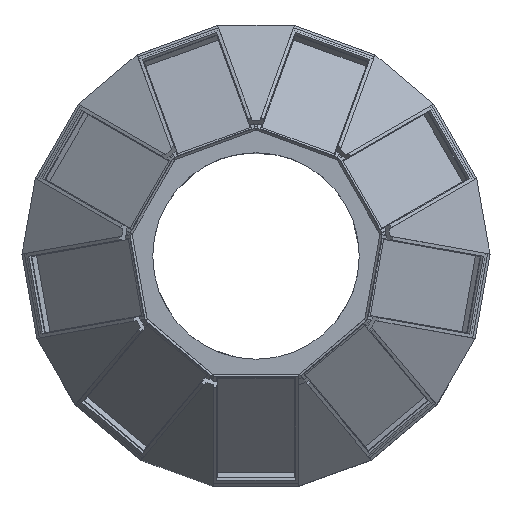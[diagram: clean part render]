
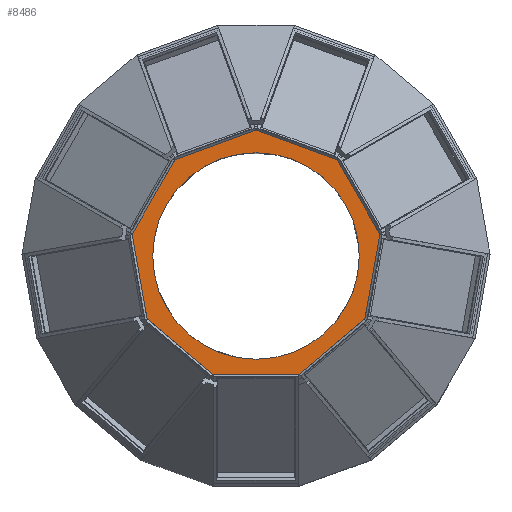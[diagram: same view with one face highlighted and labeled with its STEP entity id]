
A CAD part, top view. The second image highlights one B-rep face of the part: STEP entity #8486.
In plain terms, the highlighted planar face has unit normal (0, 0, 1).
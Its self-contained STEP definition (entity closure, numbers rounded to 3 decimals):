
#291=FACE_BOUND('',#1011,.T.);
#306=CIRCLE('',#8989,30.729);
#551=FACE_OUTER_BOUND('',#1010,.T.);
#1010=EDGE_LOOP('',(#6605,#6606,#6607,#6608,#6609,#6610,#6611,#6612,#6613));
#1011=EDGE_LOOP('',(#6614));
#1358=LINE('',#11439,#2397);
#1365=LINE('',#11453,#2404);
#1372=LINE('',#11467,#2411);
#1380=LINE('',#11488,#2419);
#1967=LINE('',#13234,#3006);
#1968=LINE('',#13235,#3007);
#1969=LINE('',#13237,#3008);
#1970=LINE('',#13239,#3009);
#1971=LINE('',#13240,#3010);
#2397=VECTOR('',#9456,10.);
#2404=VECTOR('',#9465,10.);
#2411=VECTOR('',#9474,10.);
#2419=VECTOR('',#9484,10.);
#3006=VECTOR('',#10347,10.);
#3007=VECTOR('',#10348,10.);
#3008=VECTOR('',#10349,10.);
#3009=VECTOR('',#10350,10.);
#3010=VECTOR('',#10351,10.);
#3436=VERTEX_POINT('',#11425);
#3442=VERTEX_POINT('',#11437);
#3444=VERTEX_POINT('',#11442);
#3450=VERTEX_POINT('',#11456);
#3456=VERTEX_POINT('',#11470);
#3926=VERTEX_POINT('',#13232);
#3927=VERTEX_POINT('',#13233);
#3928=VERTEX_POINT('',#13236);
#3929=VERTEX_POINT('',#13238);
#3930=VERTEX_POINT('',#13241);
#4288=EDGE_CURVE('',#3436,#3442,#1358,.T.);
#4295=EDGE_CURVE('',#3444,#3436,#1365,.T.);
#4302=EDGE_CURVE('',#3450,#3444,#1372,.T.);
#4311=EDGE_CURVE('',#3456,#3450,#1380,.T.);
#4959=EDGE_CURVE('',#3926,#3927,#1967,.T.);
#4960=EDGE_CURVE('',#3927,#3456,#1968,.T.);
#4961=EDGE_CURVE('',#3442,#3928,#1969,.T.);
#4962=EDGE_CURVE('',#3928,#3929,#1970,.T.);
#4963=EDGE_CURVE('',#3929,#3926,#1971,.T.);
#4964=EDGE_CURVE('',#3930,#3930,#306,.T.);
#6605=ORIENTED_EDGE('',*,*,#4959,.T.);
#6606=ORIENTED_EDGE('',*,*,#4960,.T.);
#6607=ORIENTED_EDGE('',*,*,#4311,.T.);
#6608=ORIENTED_EDGE('',*,*,#4302,.T.);
#6609=ORIENTED_EDGE('',*,*,#4295,.T.);
#6610=ORIENTED_EDGE('',*,*,#4288,.T.);
#6611=ORIENTED_EDGE('',*,*,#4961,.T.);
#6612=ORIENTED_EDGE('',*,*,#4962,.T.);
#6613=ORIENTED_EDGE('',*,*,#4963,.T.);
#6614=ORIENTED_EDGE('',*,*,#4964,.T.);
#8091=PLANE('',#8988);
#8486=ADVANCED_FACE('',(#551,#291),#8091,.T.);
#8988=AXIS2_PLACEMENT_3D('',#13231,#10345,#10346);
#8989=AXIS2_PLACEMENT_3D('',#13242,#10352,#10353);
#9456=DIRECTION('',(0.174,0.985,0.));
#9465=DIRECTION('',(0.766,0.643,0.));
#9474=DIRECTION('',(1.,0.,0.));
#9484=DIRECTION('',(0.766,-0.643,0.));
#10345=DIRECTION('center_axis',(0.,0.,1.));
#10346=DIRECTION('ref_axis',(-1.,0.,0.));
#10347=DIRECTION('',(-0.5,-0.866,0.));
#10348=DIRECTION('',(0.174,-0.985,0.));
#10349=DIRECTION('',(-0.5,0.866,0.));
#10350=DIRECTION('',(-0.94,0.342,0.));
#10351=DIRECTION('',(-0.94,-0.342,0.));
#10352=DIRECTION('center_axis',(0.,0.,-1.));
#10353=DIRECTION('ref_axis',(-1.,0.,0.));
#11425=CARTESIAN_POINT('',(32.421,-18.722,195.3));
#11437=CARTESIAN_POINT('',(36.87,6.498,195.3));
#11439=CARTESIAN_POINT('',(32.421,-18.722,195.3));
#11442=CARTESIAN_POINT('',(12.802,-35.182,195.3));
#11453=CARTESIAN_POINT('',(12.802,-35.182,195.3));
#11456=CARTESIAN_POINT('',(-12.807,-35.18,195.3));
#11467=CARTESIAN_POINT('',(-12.807,-35.18,195.3));
#11470=CARTESIAN_POINT('',(-32.424,-18.717,195.3));
#11488=CARTESIAN_POINT('',(-32.424,-18.717,195.3));
#13231=CARTESIAN_POINT('Origin',(0.,1.128,195.3));
#13232=CARTESIAN_POINT('',(-24.063,28.682,195.3));
#13233=CARTESIAN_POINT('',(-36.869,6.504,195.3));
#13234=CARTESIAN_POINT('',(-24.063,28.682,195.3));
#13235=CARTESIAN_POINT('',(-36.869,6.504,195.3));
#13236=CARTESIAN_POINT('',(24.067,28.678,195.3));
#13237=CARTESIAN_POINT('',(36.87,6.498,195.3));
#13238=CARTESIAN_POINT('',(0.003,37.439,195.3));
#13239=CARTESIAN_POINT('',(24.067,28.678,195.3));
#13240=CARTESIAN_POINT('',(0.003,37.439,195.3));
#13241=CARTESIAN_POINT('',(30.729,0.,195.3));
#13242=CARTESIAN_POINT('Origin',(0.,0.,
195.3));
